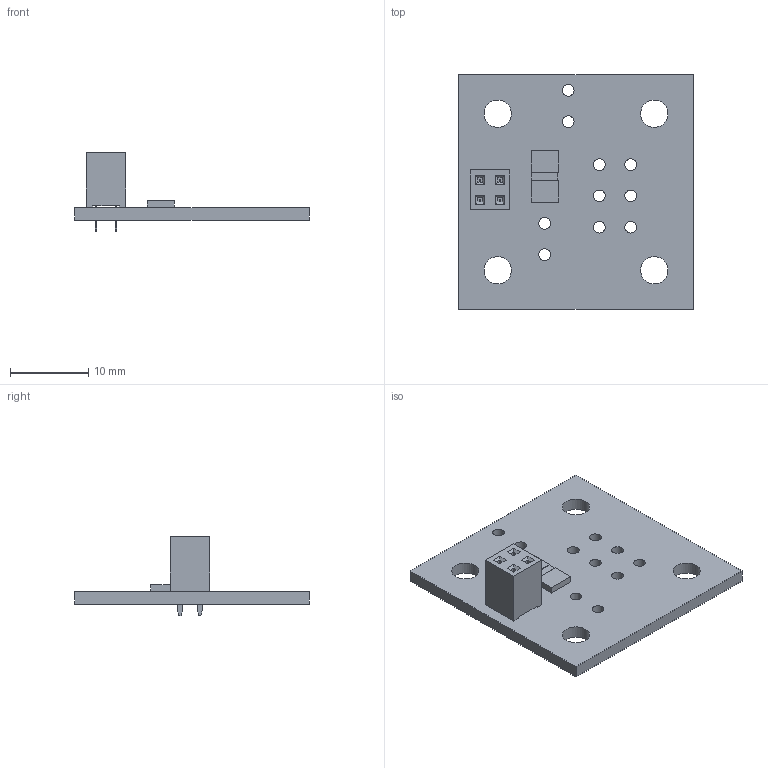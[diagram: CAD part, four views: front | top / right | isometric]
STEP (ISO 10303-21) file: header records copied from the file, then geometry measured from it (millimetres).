
FILE_DESCRIPTION(('KiCad electronic assembly'),'2;1');
FILE_NAME('SC_SQUID_biasBoard_verA.STEP','2024-05-31T07:42:50',('Pcbnew' ),('Kicad'),'Open CASCADE STEP processor 7.6', 'KiCad to STEP converter','Unknown');
FILE_SCHEMA(('AUTOMOTIVE_DESIGN { 1 0 10303 214 1 1 1 1 }'));
Length unit declared in the file: millimetre
Products named in the file (6): SC_SQUID_biasBoard_verA 1; RES_SCMM2512__5-_8mOHM_CYN; COMPOUND; PinSocket_2x02_P2.54mm_Vertical; SOLID; SC_SQUID_biasBoard PCB
Assembly tree (5 placements, depth 3):
  SC_SQUID_biasBoard_verA 1
    RES_SCMM2512__5-_8mOHM_CYN
      COMPOUND
    PinSocket_2x02_P2.54mm_Vertical
      SOLID
    SC_SQUID_biasBoard PCB
Bounding box: 30 x 30 x 10.1 mm (x, y, z)
Volume: 1533.7 mm3; surface area: 2389.1 mm2
Topology: 5 solids, 5 shells, 176 faces, 446 edges, 292 vertices
Faces by surface type: plane 158, cylinder 18
Full cylindrical faces by diameter (mm): 1 x4, 1.5 x10, 3.5 x4
Entity records: 12357 total; most frequent: CARTESIAN_POINT 2028, DIRECTION 1702, LINE 1266, VECTOR 1266, ORIENTED_EDGE 892, PCURVE 892, DEFINITIONAL_REPRESENTATION 892, EDGE_CURVE 446
